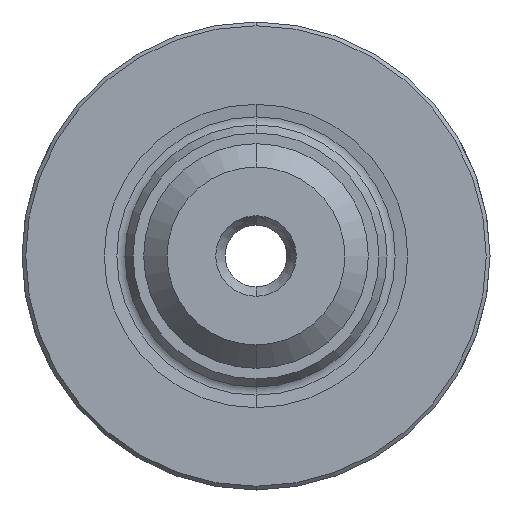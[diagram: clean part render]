
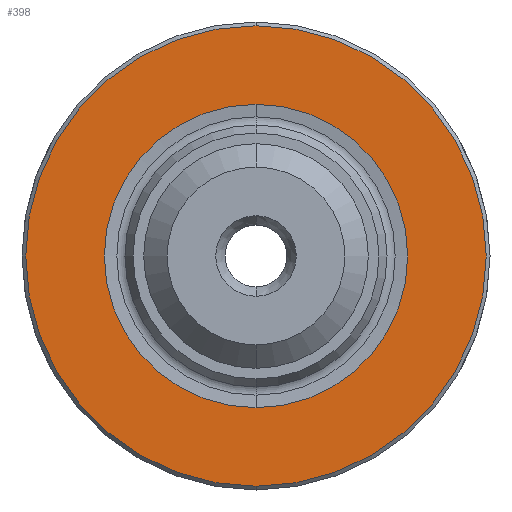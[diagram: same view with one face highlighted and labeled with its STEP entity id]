
A CAD part, left-side view. The second image highlights one B-rep face of the part: STEP entity #398.
In plain terms, the highlighted planar face has unit normal (-1, 0, 0).
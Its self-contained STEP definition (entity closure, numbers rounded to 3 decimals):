
#128 = DIRECTION ( 'NONE',  ( 0., 0., -1. ) ) ;
#194 = CIRCLE ( 'NONE', #1247, 8.103 ) ;
#235 = EDGE_CURVE ( 'NONE', #603, #1805, #1549, .T. ) ;
#299 = PLANE ( 'NONE',  #1636 ) ;
#398 = ADVANCED_FACE ( 'NONE', ( #604, #1174 ), #299, .T. ) ;
#447 = EDGE_CURVE ( 'NONE', #564, #1005, #1232, .T. ) ;
#456 = DIRECTION ( 'NONE',  ( 0., 0., -1. ) ) ;
#468 = DIRECTION ( 'NONE',  ( 1., 0., 0. ) ) ;
#482 = CARTESIAN_POINT ( 'NONE',  ( 0., 0., -12.3 ) ) ;
#530 = CARTESIAN_POINT ( 'NONE',  ( 0., 0., 0. ) ) ;
#564 = VERTEX_POINT ( 'NONE', #1213 ) ;
#594 = CARTESIAN_POINT ( 'NONE',  ( 0., 0., 0. ) ) ;
#603 = VERTEX_POINT ( 'NONE', #1431 ) ;
#604 = FACE_BOUND ( 'NONE', #740, .T. ) ;
#628 = EDGE_LOOP ( 'NONE', ( #733, #982 ) ) ;
#662 = CARTESIAN_POINT ( 'NONE',  ( 0., 0., 0. ) ) ;
#724 = AXIS2_PLACEMENT_3D ( 'NONE', #530, #1147, #128 ) ;
#733 = ORIENTED_EDGE ( 'NONE', *, *, #1662, .F. ) ;
#740 = EDGE_LOOP ( 'NONE', ( #1101, #1194 ) ) ;
#853 = CIRCLE ( 'NONE', #1252, 12.3 ) ;
#872 = DIRECTION ( 'NONE',  ( -1., 0., 0. ) ) ;
#903 = DIRECTION ( 'NONE',  ( 1., 0., 0. ) ) ;
#982 = ORIENTED_EDGE ( 'NONE', *, *, #447, .F. ) ;
#1005 = VERTEX_POINT ( 'NONE', #482 ) ;
#1101 = ORIENTED_EDGE ( 'NONE', *, *, #1857, .T. ) ;
#1147 = DIRECTION ( 'NONE',  ( 1., 0., 0. ) ) ;
#1174 = FACE_OUTER_BOUND ( 'NONE', #628, .T. ) ;
#1177 = CARTESIAN_POINT ( 'NONE',  ( 0., 0., 8.103 ) ) ;
#1194 = ORIENTED_EDGE ( 'NONE', *, *, #235, .T. ) ;
#1213 = CARTESIAN_POINT ( 'NONE',  ( 0., 0., 12.3 ) ) ;
#1232 = CIRCLE ( 'NONE', #1418, 12.3 ) ;
#1246 = DIRECTION ( 'NONE',  ( 1., 0., 0. ) ) ;
#1247 = AXIS2_PLACEMENT_3D ( 'NONE', #1627, #468, #1486 ) ;
#1252 = AXIS2_PLACEMENT_3D ( 'NONE', #662, #1246, #1826 ) ;
#1418 = AXIS2_PLACEMENT_3D ( 'NONE', #594, #903, #456 ) ;
#1431 = CARTESIAN_POINT ( 'NONE',  ( 0., 0., -8.103 ) ) ;
#1452 = DIRECTION ( 'NONE',  ( 0., 0., 1. ) ) ;
#1486 = DIRECTION ( 'NONE',  ( 0., 0., -1. ) ) ;
#1549 = CIRCLE ( 'NONE', #724, 8.103 ) ;
#1627 = CARTESIAN_POINT ( 'NONE',  ( 0., 0., 0. ) ) ;
#1636 = AXIS2_PLACEMENT_3D ( 'NONE', #1753, #872, #1452 ) ;
#1662 = EDGE_CURVE ( 'NONE', #1005, #564, #853, .T. ) ;
#1753 = CARTESIAN_POINT ( 'NONE',  ( 0., 8.103, 0. ) ) ;
#1805 = VERTEX_POINT ( 'NONE', #1177 ) ;
#1826 = DIRECTION ( 'NONE',  ( 0., 0., -1. ) ) ;
#1857 = EDGE_CURVE ( 'NONE', #1805, #603, #194, .T. ) ;
